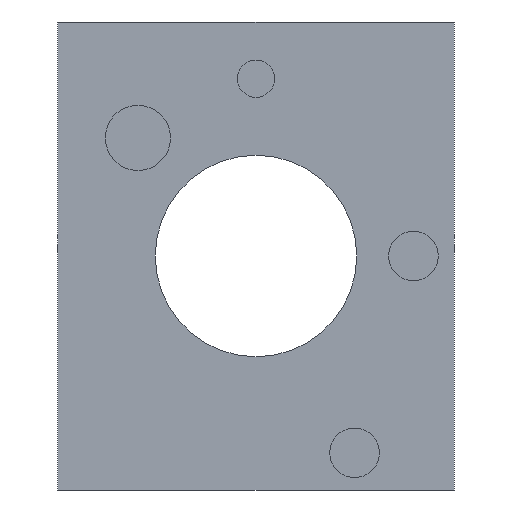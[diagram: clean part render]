
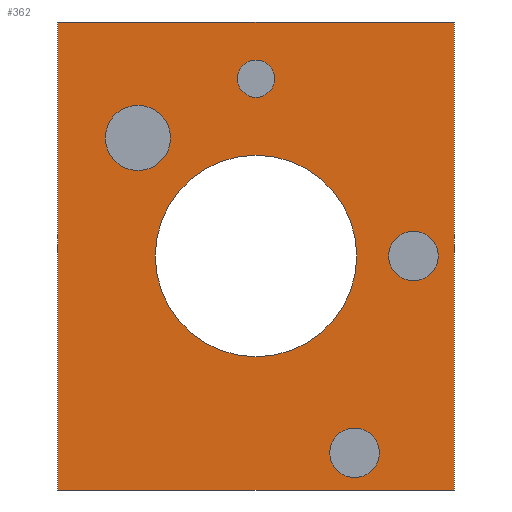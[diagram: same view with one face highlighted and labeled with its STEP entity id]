
A CAD part, front view. The second image highlights one B-rep face of the part: STEP entity #362.
In plain terms, the highlighted planar face has unit normal (0, -1, 0).
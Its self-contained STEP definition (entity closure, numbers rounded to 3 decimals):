
#1=CARTESIAN_POINT('',(0.,0.,0.));
#2=DIRECTION('',(0.,-1.,0.));
#3=DIRECTION('',(1.,0.,0.));
#4=AXIS2_PLACEMENT_3D('',#1,#2,#3);
#6=CARTESIAN_POINT('',(0.,0.,0.));
#7=DIRECTION('',(0.,-1.,0.));
#8=DIRECTION('',(-1.,0.,0.));
#9=AXIS2_PLACEMENT_3D('',#6,#7,#8);
#11=DIRECTION('',(1.,0.,0.));
#12=VECTOR('',#11,12.8);
#13=CARTESIAN_POINT('',(-6.4,0.,7.55));
#14=LINE('',#13,#12);
#15=DIRECTION('',(0.,0.,-1.));
#16=VECTOR('',#15,15.1);
#17=CARTESIAN_POINT('',(6.4,0.,7.55));
#18=LINE('',#17,#16);
#19=DIRECTION('',(-1.,0.,0.));
#20=VECTOR('',#19,12.8);
#21=CARTESIAN_POINT('',(6.4,0.,-7.55));
#22=LINE('',#21,#20);
#23=DIRECTION('',(0.,0.,1.));
#24=VECTOR('',#23,15.1);
#25=CARTESIAN_POINT('',(-6.4,0.,-7.55));
#26=LINE('',#25,#24);
#27=CARTESIAN_POINT('',(-3.81,0.,3.81));
#28=DIRECTION('',(0.,1.,0.));
#29=DIRECTION('',(1.,0.,0.));
#30=AXIS2_PLACEMENT_3D('',#27,#28,#29);
#32=CARTESIAN_POINT('',(-3.81,0.,3.81));
#33=DIRECTION('',(0.,1.,0.));
#34=DIRECTION('',(-1.,0.,0.));
#35=AXIS2_PLACEMENT_3D('',#32,#33,#34);
#37=CARTESIAN_POINT('',(3.18,0.,-6.35));
#38=DIRECTION('',(0.,1.,0.));
#39=DIRECTION('',(1.,0.,0.));
#40=AXIS2_PLACEMENT_3D('',#37,#38,#39);
#42=CARTESIAN_POINT('',(3.18,0.,-6.35));
#43=DIRECTION('',(0.,1.,0.));
#44=DIRECTION('',(-1.,0.,0.));
#45=AXIS2_PLACEMENT_3D('',#42,#43,#44);
#47=CARTESIAN_POINT('',(5.08,0.,0.));
#48=DIRECTION('',(0.,1.,0.));
#49=DIRECTION('',(1.,0.,0.));
#50=AXIS2_PLACEMENT_3D('',#47,#48,#49);
#52=CARTESIAN_POINT('',(5.08,0.,0.));
#53=DIRECTION('',(0.,1.,0.));
#54=DIRECTION('',(-1.,0.,0.));
#55=AXIS2_PLACEMENT_3D('',#52,#53,#54);
#57=CARTESIAN_POINT('',(0.,0.,5.72));
#58=DIRECTION('',(0.,1.,0.));
#59=DIRECTION('',(1.,0.,0.));
#60=AXIS2_PLACEMENT_3D('',#57,#58,#59);
#62=CARTESIAN_POINT('',(0.,0.,5.72));
#63=DIRECTION('',(0.,1.,0.));
#64=DIRECTION('',(-1.,0.,0.));
#65=AXIS2_PLACEMENT_3D('',#62,#63,#64);
#245=CARTESIAN_POINT('',(-6.4,0.,7.55));
#246=CARTESIAN_POINT('',(6.4,0.,7.55));
#247=VERTEX_POINT('',#245);
#248=VERTEX_POINT('',#246);
#249=CARTESIAN_POINT('',(6.4,0.,-7.55));
#250=VERTEX_POINT('',#249);
#251=CARTESIAN_POINT('',(-6.4,0.,-7.55));
#252=VERTEX_POINT('',#251);
#273=CARTESIAN_POINT('',(3.25,0.,0.));
#274=CARTESIAN_POINT('',(-3.25,0.,0.));
#275=VERTEX_POINT('',#273);
#276=VERTEX_POINT('',#274);
#293=CARTESIAN_POINT('',(-2.76,0.,3.81));
#294=CARTESIAN_POINT('',(-4.86,0.,3.81));
#295=VERTEX_POINT('',#293);
#296=VERTEX_POINT('',#294);
#297=CARTESIAN_POINT('',(3.98,0.,-6.35));
#298=CARTESIAN_POINT('',(2.38,0.,-6.35));
#299=VERTEX_POINT('',#297);
#300=VERTEX_POINT('',#298);
#309=CARTESIAN_POINT('',(5.88,0.,0.));
#310=CARTESIAN_POINT('',(4.28,0.,0.));
#311=VERTEX_POINT('',#309);
#312=VERTEX_POINT('',#310);
#313=CARTESIAN_POINT('',(0.6,0.,5.72));
#314=CARTESIAN_POINT('',(-0.6,0.,5.72));
#315=VERTEX_POINT('',#313);
#316=VERTEX_POINT('',#314);
#317=CARTESIAN_POINT('',(0.,0.,0.));
#318=DIRECTION('',(0.,1.,0.));
#319=DIRECTION('',(1.,0.,0.));
#320=AXIS2_PLACEMENT_3D('',#317,#318,#319);
#321=PLANE('',#320);
#323=ORIENTED_EDGE('',*,*,#322,.T.);
#325=ORIENTED_EDGE('',*,*,#324,.T.);
#327=ORIENTED_EDGE('',*,*,#326,.T.);
#329=ORIENTED_EDGE('',*,*,#328,.T.);
#330=EDGE_LOOP('',(#323,#325,#327,#329));
#331=FACE_OUTER_BOUND('',#330,.F.);
#333=ORIENTED_EDGE('',*,*,#332,.T.);
#335=ORIENTED_EDGE('',*,*,#334,.T.);
#336=EDGE_LOOP('',(#333,#335));
#337=FACE_BOUND('',#336,.F.);
#339=ORIENTED_EDGE('',*,*,#338,.F.);
#341=ORIENTED_EDGE('',*,*,#340,.F.);
#342=EDGE_LOOP('',(#339,#341));
#343=FACE_BOUND('',#342,.F.);
#345=ORIENTED_EDGE('',*,*,#344,.F.);
#347=ORIENTED_EDGE('',*,*,#346,.F.);
#348=EDGE_LOOP('',(#345,#347));
#349=FACE_BOUND('',#348,.F.);
#351=ORIENTED_EDGE('',*,*,#350,.F.);
#353=ORIENTED_EDGE('',*,*,#352,.F.);
#354=EDGE_LOOP('',(#351,#353));
#355=FACE_BOUND('',#354,.F.);
#357=ORIENTED_EDGE('',*,*,#356,.F.);
#359=ORIENTED_EDGE('',*,*,#358,.F.);
#360=EDGE_LOOP('',(#357,#359));
#361=FACE_BOUND('',#360,.F.);
#362=ADVANCED_FACE('',(#331,#337,#343,#349,#355,#361),#321,.F.);
#5=CIRCLE('',#4,3.25);
#10=CIRCLE('',#9,3.25);
#31=CIRCLE('',#30,1.05);
#36=CIRCLE('',#35,1.05);
#41=CIRCLE('',#40,0.8);
#46=CIRCLE('',#45,0.8);
#51=CIRCLE('',#50,0.8);
#56=CIRCLE('',#55,0.8);
#61=CIRCLE('',#60,0.6);
#66=CIRCLE('',#65,0.6);
#322=EDGE_CURVE('',#247,#248,#14,.T.);
#324=EDGE_CURVE('',#248,#250,#18,.T.);
#326=EDGE_CURVE('',#250,#252,#22,.T.);
#328=EDGE_CURVE('',#252,#247,#26,.T.);
#332=EDGE_CURVE('',#275,#276,#5,.T.);
#334=EDGE_CURVE('',#276,#275,#10,.T.);
#338=EDGE_CURVE('',#295,#296,#31,.T.);
#340=EDGE_CURVE('',#296,#295,#36,.T.);
#344=EDGE_CURVE('',#299,#300,#41,.T.);
#346=EDGE_CURVE('',#300,#299,#46,.T.);
#350=EDGE_CURVE('',#311,#312,#51,.T.);
#352=EDGE_CURVE('',#312,#311,#56,.T.);
#356=EDGE_CURVE('',#315,#316,#61,.T.);
#358=EDGE_CURVE('',#316,#315,#66,.T.);
